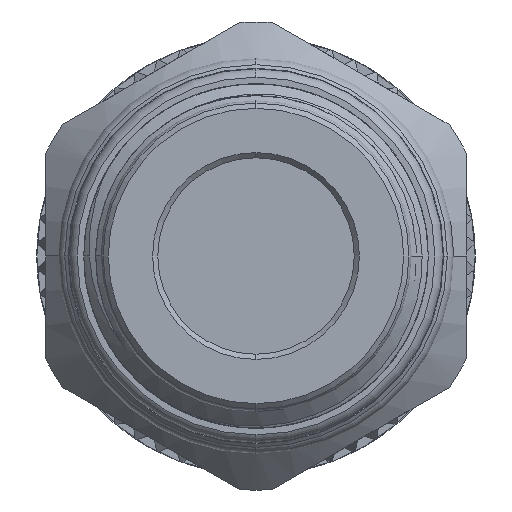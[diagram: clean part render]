
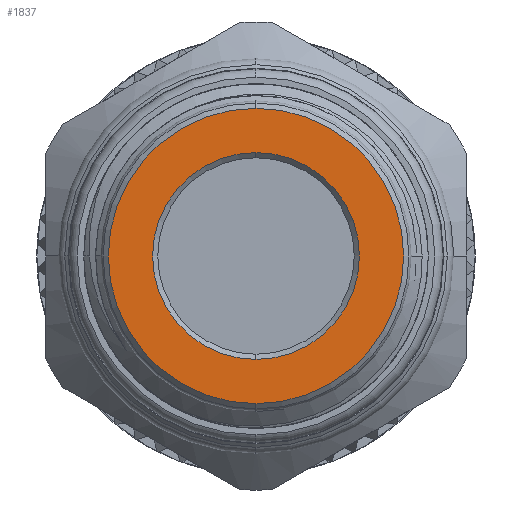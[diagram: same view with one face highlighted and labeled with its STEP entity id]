
A CAD part, left-side view. The second image highlights one B-rep face of the part: STEP entity #1837.
In plain terms, the highlighted planar face has unit normal (-1, 0, 0).
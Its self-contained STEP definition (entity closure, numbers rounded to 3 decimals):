
#370 = DIRECTION ( 'NONE',  ( 0., 0., -1. ) ) ;
#1602 = CIRCLE ( 'NONE', #3365, 8.425 ) ;
#1837 = ADVANCED_FACE ( 'NONE', ( #3499, #11227 ), #6168, .F. ) ;
#1877 = AXIS2_PLACEMENT_3D ( 'NONE', #6435, #18056, #370 ) ;
#1895 = EDGE_LOOP ( 'NONE', ( #3295, #10878 ) ) ;
#2058 = CARTESIAN_POINT ( 'NONE',  ( -68.25, 0., 0. ) ) ;
#3295 = ORIENTED_EDGE ( 'NONE', *, *, #9063, .T. ) ;
#3365 = AXIS2_PLACEMENT_3D ( 'NONE', #34729, #22698, #8730 ) ;
#3499 = FACE_OUTER_BOUND ( 'NONE', #1895, .T. ) ;
#5272 = VERTEX_POINT ( 'NONE', #20092 ) ;
#6168 = PLANE ( 'NONE',  #27938 ) ;
#6435 = CARTESIAN_POINT ( 'NONE',  ( -68.25, 0., 0. ) ) ;
#6947 = AXIS2_PLACEMENT_3D ( 'NONE', #20853, #31976, #29065 ) ;
#7168 = AXIS2_PLACEMENT_3D ( 'NONE', #2058, #13824, #13942 ) ;
#8730 = DIRECTION ( 'NONE',  ( 0., 0., -1. ) ) ;
#9063 = EDGE_CURVE ( 'NONE', #12268, #5272, #37207, .T. ) ;
#10878 = ORIENTED_EDGE ( 'NONE', *, *, #31705, .T. ) ;
#11227 = FACE_BOUND ( 'NONE', #29872, .T. ) ;
#11693 = CIRCLE ( 'NONE', #7168, 5.9 ) ;
#12113 = DIRECTION ( 'NONE',  ( 1., 0., 0. ) ) ;
#12268 = VERTEX_POINT ( 'NONE', #18359 ) ;
#13824 = DIRECTION ( 'NONE',  ( -1., 0., 0. ) ) ;
#13942 = DIRECTION ( 'NONE',  ( 0., 0., 1. ) ) ;
#14416 = ORIENTED_EDGE ( 'NONE', *, *, #28263, .F. ) ;
#18056 = DIRECTION ( 'NONE',  ( -1., 0., 0. ) ) ;
#18359 = CARTESIAN_POINT ( 'NONE',  ( -68.25, 0., -8.425 ) ) ;
#18461 = CIRCLE ( 'NONE', #6947, 5.9 ) ;
#20092 = CARTESIAN_POINT ( 'NONE',  ( -68.25, 0., 8.425 ) ) ;
#20691 = CARTESIAN_POINT ( 'NONE',  ( -68.25, 0., 0. ) ) ;
#20853 = CARTESIAN_POINT ( 'NONE',  ( -68.25, 0., 0. ) ) ;
#22395 = VERTEX_POINT ( 'NONE', #33820 ) ;
#22698 = DIRECTION ( 'NONE',  ( -1., 0., 0. ) ) ;
#26054 = CARTESIAN_POINT ( 'NONE',  ( -68.25, 0., -5.9 ) ) ;
#26888 = EDGE_CURVE ( 'NONE', #22395, #31310, #11693, .T. ) ;
#27938 = AXIS2_PLACEMENT_3D ( 'NONE', #20691, #12113, #32298 ) ;
#28263 = EDGE_CURVE ( 'NONE', #31310, #22395, #18461, .T. ) ;
#28428 = ORIENTED_EDGE ( 'NONE', *, *, #26888, .F. ) ;
#29065 = DIRECTION ( 'NONE',  ( 0., 0., 1. ) ) ;
#29872 = EDGE_LOOP ( 'NONE', ( #28428, #14416 ) ) ;
#31310 = VERTEX_POINT ( 'NONE', #26054 ) ;
#31705 = EDGE_CURVE ( 'NONE', #5272, #12268, #1602, .T. ) ;
#31976 = DIRECTION ( 'NONE',  ( -1., 0., 0. ) ) ;
#32298 = DIRECTION ( 'NONE',  ( 0., 0., -1. ) ) ;
#33820 = CARTESIAN_POINT ( 'NONE',  ( -68.25, 0., 5.9 ) ) ;
#34729 = CARTESIAN_POINT ( 'NONE',  ( -68.25, 0., 0. ) ) ;
#37207 = CIRCLE ( 'NONE', #1877, 8.425 ) ;
